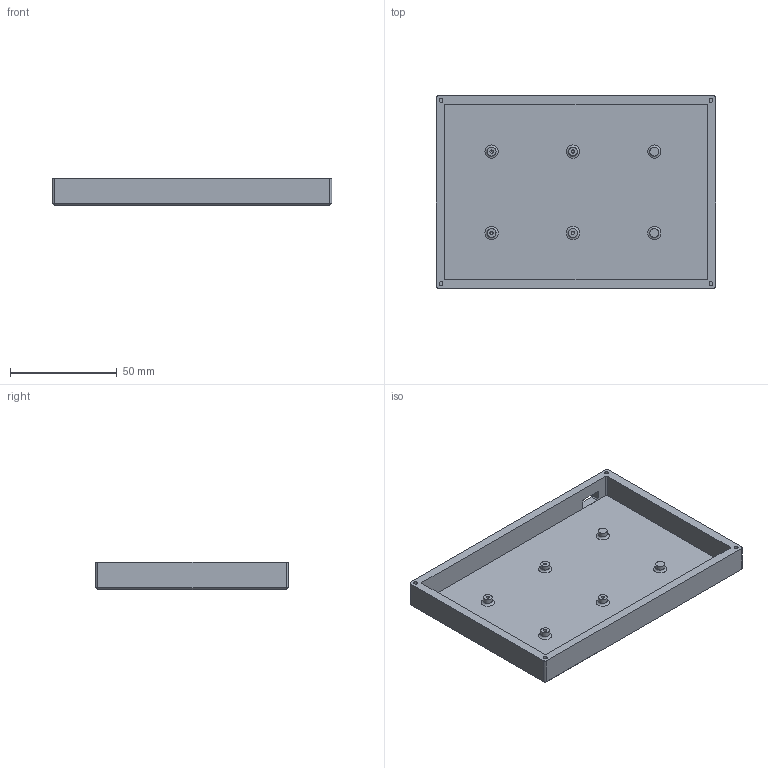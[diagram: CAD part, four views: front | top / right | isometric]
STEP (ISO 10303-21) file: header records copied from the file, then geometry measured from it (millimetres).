
FILE_DESCRIPTION(/* description */ (''),/* implementation_level */ '2;1');
FILE_NAME(/* name */ 'Cav16 Case v9.step',/* time_stamp */ '2025-08-03T18:50:44+01:00',/* author */ (''),/* organization */ (''),/* preprocessor_version */ 'ST-DEVELOPER v20.1',/* originating_system */ 'Autodesk Translation Framework v14.10.0.0',/* authorisation */ '');
FILE_SCHEMA (('AUTOMOTIVE_DESIGN { 1 0 10303 214 3 1 1 }'));
Length unit declared in the file: millimetre
Products named in the file (1): Cav16 Case
Bounding box: 130.8 x 90.2 x 13 mm (x, y, z)
Volume: 42135.4 mm3; surface area: 33879.4 mm2
Topology: 1 solids, 1 shells, 69 faces, 150 edges, 90 vertices
Faces by surface type: plane 29, cylinder 26, cone 8, torus 6
Full cylindrical faces by diameter (mm): 1.5 x4, 1.8 x4, 4.2 x6
Entity records: 1949 total; most frequent: DIRECTION 346, CARTESIAN_POINT 302, ORIENTED_EDGE 284, EDGE_CURVE 142, AXIS2_PLACEMENT_3D 134, VERTEX_POINT 90, EDGE_LOOP 86, LINE 78
